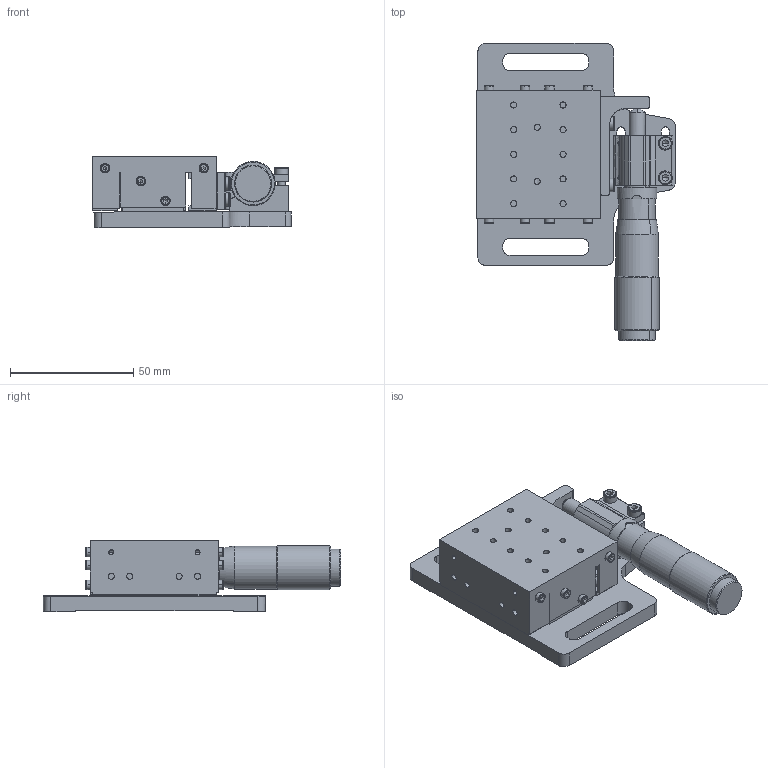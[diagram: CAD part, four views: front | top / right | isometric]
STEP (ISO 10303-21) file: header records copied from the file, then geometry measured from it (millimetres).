
FILE_DESCRIPTION(/* description */ (''),/* implementation_level */ '2;1');
FILE_NAME(/* name */ '02-TSM~1',/* time_stamp */ '2021-12-15T12:38:00+03:00',/* author */ (''),/* organization */ (''),/* preprocessor_version */ 'ST-DEVELOPER v15',/* originating_system */ '',/* authorisation */ '');
FILE_SCHEMA (('AUTOMOTIVE_DESIGN'));
Length unit declared in the file: millimetre
Products named in the file (1): Document
Bounding box: 80.52 x 120.5 x 28.83 mm (x, y, z)
Volume: 300.8 mm3; surface area: 39499.7 mm2
Topology: 23 solids, 39 shells, 711 faces, 1960 edges, 1234 vertices
Faces by surface type: bspline 711
Entity records: 53087 total; most frequent: CARTESIAN_POINT 29669, B_SPLINE_CURVE_WITH_KNOTS 4269, ORIENTED_EDGE 3689, PCURVE 3689, DEFINITIONAL_REPRESENTATION 3689, SURFACE_CURVE 1884, EDGE_CURVE 1884, VERTEX_POINT 1232
